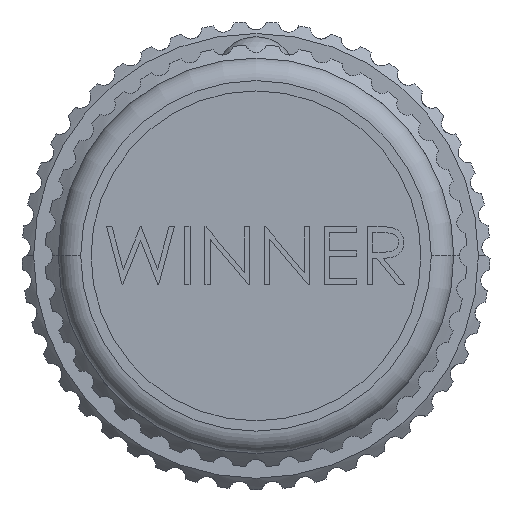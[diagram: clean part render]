
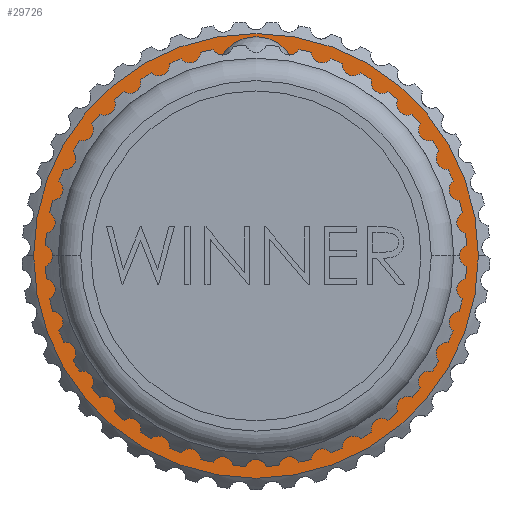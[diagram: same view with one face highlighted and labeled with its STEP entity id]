
A CAD part, left-side view. The second image highlights one B-rep face of the part: STEP entity #29726.
In plain terms, the highlighted planar face has unit normal (-1, 0, 0).
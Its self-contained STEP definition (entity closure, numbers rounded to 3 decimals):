
#1668 = PLANE ( 'NONE',  #30653 ) ;
#2034 = FACE_BOUND ( 'NONE', #10870, .T. ) ;
#2750 = CARTESIAN_POINT ( 'NONE',  ( -7.9, 0., 0. ) ) ;
#3001 = CARTESIAN_POINT ( 'NONE',  ( -7.9, -8.56, 0. ) ) ;
#3536 = AXIS2_PLACEMENT_3D ( 'NONE', #29002, #24075, #30972 ) ;
#3764 = DIRECTION ( 'NONE',  ( 0., -1., 0. ) ) ;
#5455 = EDGE_CURVE ( 'NONE', #6576, #31090, #6057, .T. ) ;
#5759 = DIRECTION ( 'NONE',  ( 0., -1., 0. ) ) ;
#6057 = CIRCLE ( 'NONE', #12936, 8.56 ) ;
#6367 = EDGE_CURVE ( 'NONE', #31090, #6576, #7152, .T. ) ;
#6372 = EDGE_CURVE ( 'NONE', #21046, #25961, #17269, .T. ) ;
#6576 = VERTEX_POINT ( 'NONE', #3001 ) ;
#7152 = CIRCLE ( 'NONE', #12749, 8.56 ) ;
#7552 = EDGE_CURVE ( 'NONE', #25961, #21046, #11220, .T. ) ;
#8500 = CARTESIAN_POINT ( 'NONE',  ( -7.9, 8.56, 0. ) ) ;
#8629 = ORIENTED_EDGE ( 'NONE', *, *, #6372, .T. ) ;
#9704 = CARTESIAN_POINT ( 'NONE',  ( -7.9, 15.3, 0. ) ) ;
#10870 = EDGE_LOOP ( 'NONE', ( #12037, #17606 ) ) ;
#11220 = CIRCLE ( 'NONE', #15370, 15.3 ) ;
#12037 = ORIENTED_EDGE ( 'NONE', *, *, #5455, .F. ) ;
#12431 = EDGE_LOOP ( 'NONE', ( #16988, #8629 ) ) ;
#12749 = AXIS2_PLACEMENT_3D ( 'NONE', #21546, #26166, #21451 ) ;
#12936 = AXIS2_PLACEMENT_3D ( 'NONE', #2750, #19509, #17184 ) ;
#13622 = DIRECTION ( 'NONE',  ( -1., 0., 0. ) ) ;
#15297 = DIRECTION ( 'NONE',  ( -1., 0., 0. ) ) ;
#15370 = AXIS2_PLACEMENT_3D ( 'NONE', #29689, #15297, #5759 ) ;
#15522 = FACE_OUTER_BOUND ( 'NONE', #12431, .T. ) ;
#16988 = ORIENTED_EDGE ( 'NONE', *, *, #7552, .T. ) ;
#17184 = DIRECTION ( 'NONE',  ( 0., -1., 0. ) ) ;
#17269 = CIRCLE ( 'NONE', #3536, 15.3 ) ;
#17606 = ORIENTED_EDGE ( 'NONE', *, *, #6367, .F. ) ;
#19509 = DIRECTION ( 'NONE',  ( -1., 0., 0. ) ) ;
#21046 = VERTEX_POINT ( 'NONE', #24960 ) ;
#21451 = DIRECTION ( 'NONE',  ( 0., -1., 0. ) ) ;
#21546 = CARTESIAN_POINT ( 'NONE',  ( -7.9, 0., 0. ) ) ;
#23170 = CARTESIAN_POINT ( 'NONE',  ( -7.9, 0., 0. ) ) ;
#24075 = DIRECTION ( 'NONE',  ( -1., 0., 0. ) ) ;
#24960 = CARTESIAN_POINT ( 'NONE',  ( -7.9, -15.3, 0. ) ) ;
#25961 = VERTEX_POINT ( 'NONE', #9704 ) ;
#26166 = DIRECTION ( 'NONE',  ( -1., 0., 0. ) ) ;
#29002 = CARTESIAN_POINT ( 'NONE',  ( -7.9, 0., 0. ) ) ;
#29689 = CARTESIAN_POINT ( 'NONE',  ( -7.9, 0., 0. ) ) ;
#29726 = ADVANCED_FACE ( 'NONE', ( #2034, #15522 ), #1668, .T. ) ;
#30653 = AXIS2_PLACEMENT_3D ( 'NONE', #23170, #13622, #3764 ) ;
#30972 = DIRECTION ( 'NONE',  ( 0., -1., 0. ) ) ;
#31090 = VERTEX_POINT ( 'NONE', #8500 ) ;
